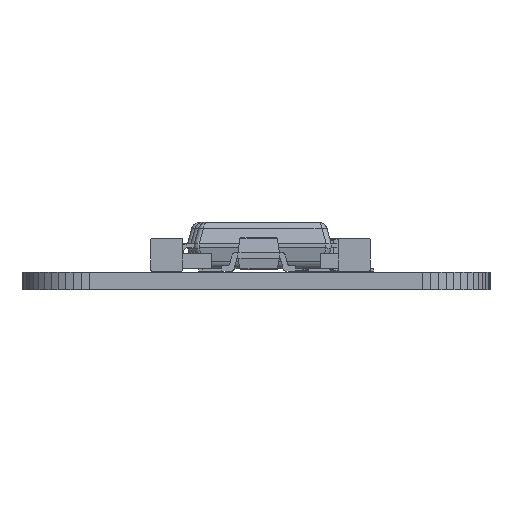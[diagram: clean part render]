
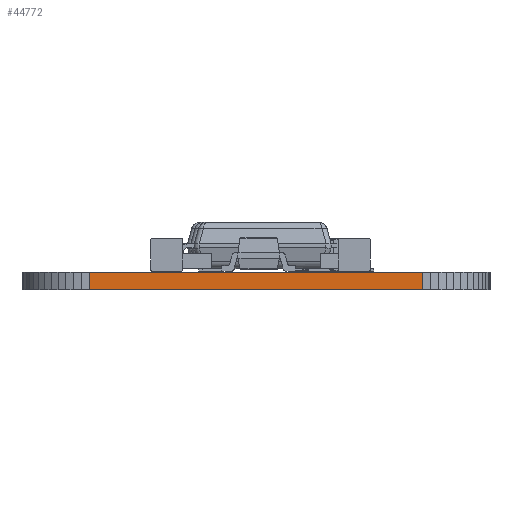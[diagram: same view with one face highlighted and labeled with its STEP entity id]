
A CAD part, front view. The second image highlights one B-rep face of the part: STEP entity #44772.
In plain terms, the highlighted planar face has unit normal (0, -1, 0).
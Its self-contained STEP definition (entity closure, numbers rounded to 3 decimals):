
#36371 = PLANE('',#36372);
#36372 = AXIS2_PLACEMENT_3D('',#36373,#36374,#36375);
#36373 = CARTESIAN_POINT('',(7.62,-39.37,0.68));
#36374 = DIRECTION('',(-0.,-0.,-1.));
#36375 = DIRECTION('',(-1.,0.,0.));
#36425 = PLANE('',#36426);
#36426 = AXIS2_PLACEMENT_3D('',#36427,#36428,#36429);
#36427 = CARTESIAN_POINT('',(7.62,-39.37,0.));
#36428 = DIRECTION('',(-0.,-0.,-1.));
#36429 = DIRECTION('',(-1.,0.,0.));
#37234 = VERTEX_POINT('',#37235);
#37235 = CARTESIAN_POINT('',(14.072,-81.354,0.));
#37249 = PLANE('',#37250);
#37250 = AXIS2_PLACEMENT_3D('',#37251,#37252,#37253);
#37251 = CARTESIAN_POINT('',(14.387,-81.335,0.));
#37252 = DIRECTION('',(0.06,-0.998,0.));
#37253 = DIRECTION('',(-0.998,-0.06,0.));
#37261 = EDGE_CURVE('',#37234,#37262,#37264,.T.);
#37262 = VERTEX_POINT('',#37263);
#37263 = CARTESIAN_POINT('',(1.168,-81.354,0.));
#37264 = SURFACE_CURVE('',#37265,(#37269,#37276),.PCURVE_S1.);
#37265 = LINE('',#37266,#37267);
#37266 = CARTESIAN_POINT('',(14.072,-81.354,0.));
#37267 = VECTOR('',#37268,1.);
#37268 = DIRECTION('',(-1.,0.,0.));
#37269 = PCURVE('',#36425,#37270);
#37270 = DEFINITIONAL_REPRESENTATION('',(#37271),#37275);
#37271 = LINE('',#37272,#37273);
#37272 = CARTESIAN_POINT('',(-6.452,-41.984));
#37273 = VECTOR('',#37274,1.);
#37274 = DIRECTION('',(1.,0.));
#37275 = ( GEOMETRIC_REPRESENTATION_CONTEXT(2) 
PARAMETRIC_REPRESENTATION_CONTEXT() REPRESENTATION_CONTEXT('2D SPACE',''
  ) );
#37276 = PCURVE('',#37277,#37282);
#37277 = PLANE('',#37278);
#37278 = AXIS2_PLACEMENT_3D('',#37279,#37280,#37281);
#37279 = CARTESIAN_POINT('',(14.072,-81.354,0.));
#37280 = DIRECTION('',(0.,-1.,0.));
#37281 = DIRECTION('',(-1.,0.,0.));
#37282 = DEFINITIONAL_REPRESENTATION('',(#37283),#37287);
#37283 = LINE('',#37284,#37285);
#37284 = CARTESIAN_POINT('',(0.,-0.));
#37285 = VECTOR('',#37286,1.);
#37286 = DIRECTION('',(1.,0.));
#37287 = ( GEOMETRIC_REPRESENTATION_CONTEXT(2) 
PARAMETRIC_REPRESENTATION_CONTEXT() REPRESENTATION_CONTEXT('2D SPACE',''
  ) );
#37305 = PLANE('',#37306);
#37306 = AXIS2_PLACEMENT_3D('',#37307,#37308,#37309);
#37307 = CARTESIAN_POINT('',(1.168,-81.354,0.));
#37308 = DIRECTION('',(-0.06,-0.998,0.));
#37309 = DIRECTION('',(-0.998,0.06,0.));
#40842 = VERTEX_POINT('',#40843);
#40843 = CARTESIAN_POINT('',(14.072,-81.354,0.68));
#40864 = EDGE_CURVE('',#40842,#40865,#40867,.T.);
#40865 = VERTEX_POINT('',#40866);
#40866 = CARTESIAN_POINT('',(1.168,-81.354,0.68));
#40867 = SURFACE_CURVE('',#40868,(#40872,#40879),.PCURVE_S1.);
#40868 = LINE('',#40869,#40870);
#40869 = CARTESIAN_POINT('',(14.072,-81.354,0.68));
#40870 = VECTOR('',#40871,1.);
#40871 = DIRECTION('',(-1.,0.,0.));
#40872 = PCURVE('',#36371,#40873);
#40873 = DEFINITIONAL_REPRESENTATION('',(#40874),#40878);
#40874 = LINE('',#40875,#40876);
#40875 = CARTESIAN_POINT('',(-6.452,-41.984));
#40876 = VECTOR('',#40877,1.);
#40877 = DIRECTION('',(1.,0.));
#40878 = ( GEOMETRIC_REPRESENTATION_CONTEXT(2) 
PARAMETRIC_REPRESENTATION_CONTEXT() REPRESENTATION_CONTEXT('2D SPACE',''
  ) );
#40879 = PCURVE('',#37277,#40880);
#40880 = DEFINITIONAL_REPRESENTATION('',(#40881),#40885);
#40881 = LINE('',#40882,#40883);
#40882 = CARTESIAN_POINT('',(0.,-0.68));
#40883 = VECTOR('',#40884,1.);
#40884 = DIRECTION('',(1.,0.));
#40885 = ( GEOMETRIC_REPRESENTATION_CONTEXT(2) 
PARAMETRIC_REPRESENTATION_CONTEXT() REPRESENTATION_CONTEXT('2D SPACE',''
  ) );
#44724 = EDGE_CURVE('',#37234,#40842,#44725,.T.);
#44725 = SURFACE_CURVE('',#44726,(#44730,#44737),.PCURVE_S1.);
#44726 = LINE('',#44727,#44728);
#44727 = CARTESIAN_POINT('',(14.072,-81.354,0.));
#44728 = VECTOR('',#44729,1.);
#44729 = DIRECTION('',(0.,0.,1.));
#44730 = PCURVE('',#37249,#44731);
#44731 = DEFINITIONAL_REPRESENTATION('',(#44732),#44736);
#44732 = LINE('',#44733,#44734);
#44733 = CARTESIAN_POINT('',(0.316,0.));
#44734 = VECTOR('',#44735,1.);
#44735 = DIRECTION('',(0.,-1.));
#44736 = ( GEOMETRIC_REPRESENTATION_CONTEXT(2) 
PARAMETRIC_REPRESENTATION_CONTEXT() REPRESENTATION_CONTEXT('2D SPACE',''
  ) );
#44737 = PCURVE('',#37277,#44738);
#44738 = DEFINITIONAL_REPRESENTATION('',(#44739),#44743);
#44739 = LINE('',#44740,#44741);
#44740 = CARTESIAN_POINT('',(0.,-0.));
#44741 = VECTOR('',#44742,1.);
#44742 = DIRECTION('',(0.,-1.));
#44743 = ( GEOMETRIC_REPRESENTATION_CONTEXT(2) 
PARAMETRIC_REPRESENTATION_CONTEXT() REPRESENTATION_CONTEXT('2D SPACE',''
  ) );
#44772 = ADVANCED_FACE('',(#44773),#37277,.T.);
#44773 = FACE_BOUND('',#44774,.T.);
#44774 = EDGE_LOOP('',(#44775,#44776,#44777,#44798));
#44775 = ORIENTED_EDGE('',*,*,#44724,.T.);
#44776 = ORIENTED_EDGE('',*,*,#40864,.T.);
#44777 = ORIENTED_EDGE('',*,*,#44778,.F.);
#44778 = EDGE_CURVE('',#37262,#40865,#44779,.T.);
#44779 = SURFACE_CURVE('',#44780,(#44784,#44791),.PCURVE_S1.);
#44780 = LINE('',#44781,#44782);
#44781 = CARTESIAN_POINT('',(1.168,-81.354,0.));
#44782 = VECTOR('',#44783,1.);
#44783 = DIRECTION('',(0.,0.,1.));
#44784 = PCURVE('',#37277,#44785);
#44785 = DEFINITIONAL_REPRESENTATION('',(#44786),#44790);
#44786 = LINE('',#44787,#44788);
#44787 = CARTESIAN_POINT('',(12.903,0.));
#44788 = VECTOR('',#44789,1.);
#44789 = DIRECTION('',(0.,-1.));
#44790 = ( GEOMETRIC_REPRESENTATION_CONTEXT(2) 
PARAMETRIC_REPRESENTATION_CONTEXT() REPRESENTATION_CONTEXT('2D SPACE',''
  ) );
#44791 = PCURVE('',#37305,#44792);
#44792 = DEFINITIONAL_REPRESENTATION('',(#44793),#44797);
#44793 = LINE('',#44794,#44795);
#44794 = CARTESIAN_POINT('',(0.,0.));
#44795 = VECTOR('',#44796,1.);
#44796 = DIRECTION('',(0.,-1.));
#44797 = ( GEOMETRIC_REPRESENTATION_CONTEXT(2) 
PARAMETRIC_REPRESENTATION_CONTEXT() REPRESENTATION_CONTEXT('2D SPACE',''
  ) );
#44798 = ORIENTED_EDGE('',*,*,#37261,.F.);
